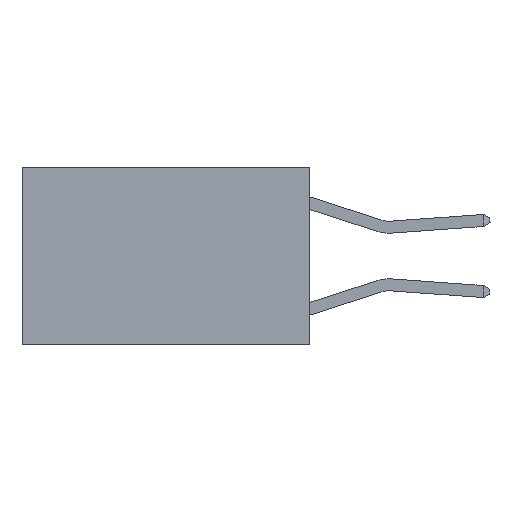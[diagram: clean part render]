
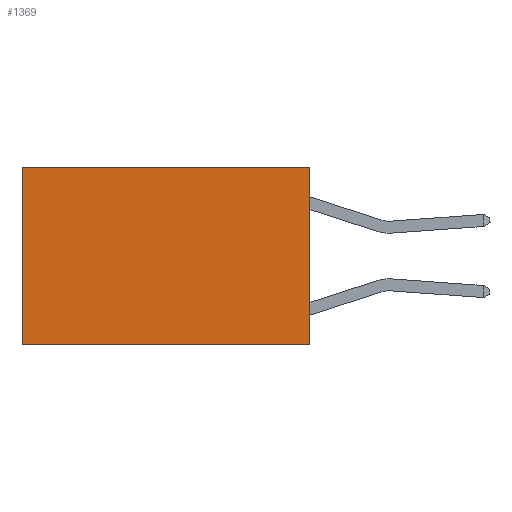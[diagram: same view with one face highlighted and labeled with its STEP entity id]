
A CAD part, left-side view. The second image highlights one B-rep face of the part: STEP entity #1369.
In plain terms, the highlighted planar face has unit normal (-1, 0, 0).
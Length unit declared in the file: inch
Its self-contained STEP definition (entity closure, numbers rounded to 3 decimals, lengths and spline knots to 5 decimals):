
#206 = CARTESIAN_POINT ( 'NONE',  ( 0.2625, 0.6, -0.37 ) ) ;
#260 = EDGE_CURVE ( 'NONE', #7030, #7156, #6704, .T. ) ;
#555 = CARTESIAN_POINT ( 'NONE',  ( 0.2625, 0., 0. ) ) ;
#916 = VECTOR ( 'NONE', #8442, 39.37008 ) ;
#1003 = EDGE_CURVE ( 'NONE', #7156, #4627, #4679, .T. ) ;
#1096 = PLANE ( 'NONE',  #6518 ) ;
#1369 = ADVANCED_FACE ( 'NONE', ( #4189 ), #1096, .F. ) ;
#1516 = CARTESIAN_POINT ( 'NONE',  ( 0.2625, 0., 0. ) ) ;
#1724 = CARTESIAN_POINT ( 'NONE',  ( 0.2625, 0., -0.37 ) ) ;
#1750 = VECTOR ( 'NONE', #5365, 39.37008 ) ;
#1870 = DIRECTION ( 'NONE',  ( 0., 0., -1. ) ) ;
#2001 = VECTOR ( 'NONE', #6664, 39.37008 ) ;
#3001 = ORIENTED_EDGE ( 'NONE', *, *, #260, .F. ) ;
#3317 = ORIENTED_EDGE ( 'NONE', *, *, #1003, .F. ) ;
#3584 = CARTESIAN_POINT ( 'NONE',  ( 0.2625, 0., 0. ) ) ;
#3827 = ORIENTED_EDGE ( 'NONE', *, *, #5044, .T. ) ;
#4133 = DIRECTION ( 'NONE',  ( 0., 0., -1. ) ) ;
#4189 = FACE_OUTER_BOUND ( 'NONE', #7234, .T. ) ;
#4309 = CARTESIAN_POINT ( 'NONE',  ( 0.2625, 0.6, 0. ) ) ;
#4627 = VERTEX_POINT ( 'NONE', #206 ) ;
#4679 = LINE ( 'NONE', #1724, #916 ) ;
#4790 = VECTOR ( 'NONE', #1870, 39.37008 ) ;
#4878 = DIRECTION ( 'NONE',  ( 1., 0., 0. ) ) ;
#4986 = LINE ( 'NONE', #6395, #4790 ) ;
#5044 = EDGE_CURVE ( 'NONE', #7030, #7162, #7114, .T. ) ;
#5365 = DIRECTION ( 'NONE',  ( 0., 0., -1. ) ) ;
#6075 = CARTESIAN_POINT ( 'NONE',  ( 0.2625, 0., 0. ) ) ;
#6305 = ORIENTED_EDGE ( 'NONE', *, *, #7688, .T. ) ;
#6395 = CARTESIAN_POINT ( 'NONE',  ( 0.2625, 0.6, 0. ) ) ;
#6518 = AXIS2_PLACEMENT_3D ( 'NONE', #555, #4878, #4133 ) ;
#6664 = DIRECTION ( 'NONE',  ( 0., 1., 0. ) ) ;
#6704 = LINE ( 'NONE', #1516, #1750 ) ;
#7030 = VERTEX_POINT ( 'NONE', #3584 ) ;
#7114 = LINE ( 'NONE', #6075, #2001 ) ;
#7156 = VERTEX_POINT ( 'NONE', #7365 ) ;
#7162 = VERTEX_POINT ( 'NONE', #4309 ) ;
#7234 = EDGE_LOOP ( 'NONE', ( #6305, #3317, #3001, #3827 ) ) ;
#7365 = CARTESIAN_POINT ( 'NONE',  ( 0.2625, 0., -0.37 ) ) ;
#7688 = EDGE_CURVE ( 'NONE', #7162, #4627, #4986, .T. ) ;
#8442 = DIRECTION ( 'NONE',  ( 0., 1., 0. ) ) ;
